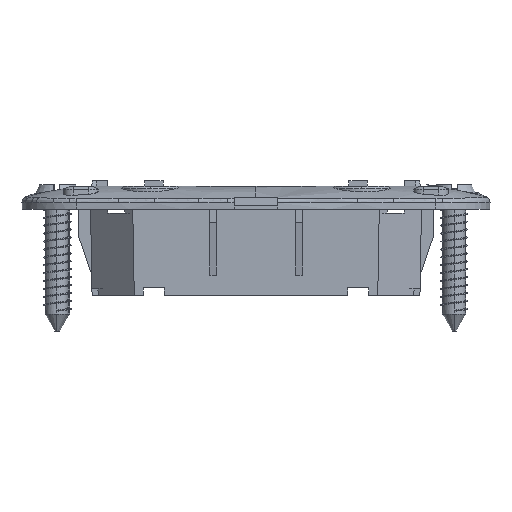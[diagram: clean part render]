
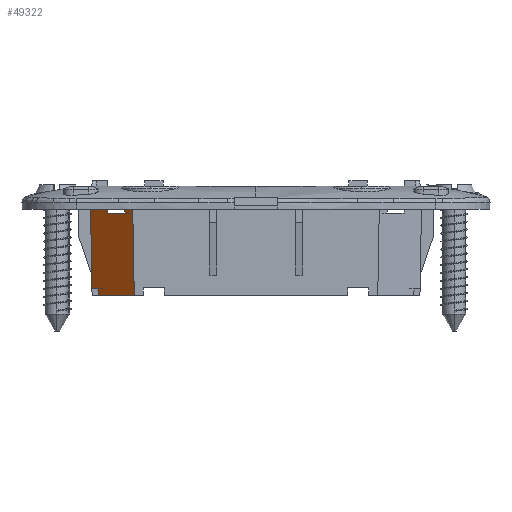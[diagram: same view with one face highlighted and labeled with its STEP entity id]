
A CAD part, left-side view. The second image highlights one B-rep face of the part: STEP entity #49322.
In plain terms, the highlighted planar face has unit normal (-0.707, 0.707, -0.025).
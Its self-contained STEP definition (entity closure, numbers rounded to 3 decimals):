
#4286 = CARTESIAN_POINT ( 'NONE',  ( -76.33, 22.469, 0. ) ) ;
#4660 = VECTOR ( 'NONE', #133900, 1000. ) ;
#6585 = CARTESIAN_POINT ( 'NONE',  ( -74.4, 23.977, -12.1 ) ) ;
#7015 = VECTOR ( 'NONE', #7292, 1000. ) ;
#7292 = DIRECTION ( 'NONE',  ( 0.707, 0.707, 0. ) ) ;
#7883 = CARTESIAN_POINT ( 'NONE',  ( -78.869, 19.929, 0. ) ) ;
#7960 = CARTESIAN_POINT ( 'NONE',  ( -78.797, 19.523, -13.679 ) ) ;
#10450 = CARTESIAN_POINT ( 'NONE',  ( -73.699, 25.1, 0. ) ) ;
#11994 = EDGE_CURVE ( 'NONE', #97755, #178626, #77719, .T. ) ;
#15099 = VERTEX_POINT ( 'NONE', #175337 ) ;
#15264 = EDGE_CURVE ( 'NONE', #38554, #100311, #176652, .T. ) ;
#16789 = ORIENTED_EDGE ( 'NONE', *, *, #117309, .F. ) ;
#17153 = VECTOR ( 'NONE', #71352, 1000. ) ;
#18040 = ORIENTED_EDGE ( 'NONE', *, *, #192779, .F. ) ;
#20801 = VECTOR ( 'NONE', #139704, 1000. ) ;
#28284 = LINE ( 'NONE', #96705, #187306 ) ;
#33788 = CARTESIAN_POINT ( 'NONE',  ( -80.094, 18.692, -0.326 ) ) ;
#36601 = CARTESIAN_POINT ( 'NONE',  ( -73.696, 25.097, -0.186 ) ) ;
#38554 = VERTEX_POINT ( 'NONE', #175536 ) ;
#44012 = CARTESIAN_POINT ( 'NONE',  ( -80.094, 18.692, -0.326 ) ) ;
#45281 = ORIENTED_EDGE ( 'NONE', *, *, #11994, .F. ) ;
#48195 = CARTESIAN_POINT ( 'NONE',  ( -80.09, 18.687, -0.6 ) ) ;
#49322 = ADVANCED_FACE ( 'NONE', ( #176718 ), #169105, .F. ) ;
#49693 = DIRECTION ( 'NONE',  ( 0.707, -0.707, 0.025 ) ) ;
#49977 = CARTESIAN_POINT ( 'NONE',  ( -79.871, 18.469, -13.1 ) ) ;
#50574 = CARTESIAN_POINT ( 'NONE',  ( -74.4, 24.381, -0.525 ) ) ;
#51247 = EDGE_CURVE ( 'NONE', #64533, #38554, #188685, .T. ) ;
#51355 = CARTESIAN_POINT ( 'NONE',  ( -80.1, 18.698, 0. ) ) ;
#51636 = CARTESIAN_POINT ( 'NONE',  ( -79.889, 18.486, -12.1 ) ) ;
#52689 = VECTOR ( 'NONE', #135500, 1000. ) ;
#53471 = VECTOR ( 'NONE', #102507, 1000. ) ;
#54545 = CARTESIAN_POINT ( 'NONE',  ( -78.865, 19.912, -0.6 ) ) ;
#54678 = CARTESIAN_POINT ( 'NONE',  ( -75.599, 23.2, 0. ) ) ;
#55719 = EDGE_CURVE ( 'NONE', #100311, #97755, #106619, .T. ) ;
#60142 = CARTESIAN_POINT ( 'NONE',  ( -74.4, 23.942, -13.1 ) ) ;
#64533 = VERTEX_POINT ( 'NONE', #7883 ) ;
#69841 = ORIENTED_EDGE ( 'NONE', *, *, #15264, .F. ) ;
#71169 = LINE ( 'NONE', #7960, #99804 ) ;
#71352 = DIRECTION ( 'NONE',  ( -0.707, -0.707, 0. ) ) ;
#74502 = DIRECTION ( 'NONE',  ( 0.017, -0.017, -1. ) ) ;
#76450 = LINE ( 'NONE', #162256, #17153 ) ;
#76664 = CARTESIAN_POINT ( 'NONE',  ( -74.6, 24.199, 0. ) ) ;
#77719 = LINE ( 'NONE', #50574, #110846 ) ;
#83361 = EDGE_CURVE ( 'NONE', #155911, #104042, #128599, .T. ) ;
#83827 = AXIS2_PLACEMENT_3D ( 'NONE', #33788, #49693, #186882 ) ;
#85438 = EDGE_CURVE ( 'NONE', #100309, #88866, #28284, .T. ) ;
#88866 = VERTEX_POINT ( 'NONE', #54678 ) ;
#90696 = VECTOR ( 'NONE', #173854, 1000. ) ;
#91525 = VERTEX_POINT ( 'NONE', #76664 ) ;
#94126 = LINE ( 'NONE', #51355, #172431 ) ;
#94333 = ORIENTED_EDGE ( 'NONE', *, *, #55719, .F. ) ;
#96705 = CARTESIAN_POINT ( 'NONE',  ( -80.1, 18.698, 0. ) ) ;
#97140 = DIRECTION ( 'NONE',  ( -0.707, -0.707, 0. ) ) ;
#97755 = VERTEX_POINT ( 'NONE', #60142 ) ;
#99804 = VECTOR ( 'NONE', #111760, 1000. ) ;
#100309 = VERTEX_POINT ( 'NONE', #4286 ) ;
#100311 = VERTEX_POINT ( 'NONE', #49977 ) ;
#102507 = DIRECTION ( 'NONE',  ( -0.707, -0.707, 0. ) ) ;
#104042 = VERTEX_POINT ( 'NONE', #188308 ) ;
#106619 = LINE ( 'NONE', #131944, #4660 ) ;
#110846 = VECTOR ( 'NONE', #143399, 1000. ) ;
#111760 = DIRECTION ( 'NONE',  ( 0.005, -0.03, -1. ) ) ;
#112726 = ORIENTED_EDGE ( 'NONE', *, *, #157984, .F. ) ;
#114347 = LINE ( 'NONE', #148071, #52689 ) ;
#117309 = EDGE_CURVE ( 'NONE', #100309, #15099, #114347, .T. ) ;
#118716 = VERTEX_POINT ( 'NONE', #54545 ) ;
#119734 = ORIENTED_EDGE ( 'NONE', *, *, #83361, .T. ) ;
#128599 = LINE ( 'NONE', #36601, #90696 ) ;
#131944 = CARTESIAN_POINT ( 'NONE',  ( -49.182, 49.167, -13.1 ) ) ;
#133900 = DIRECTION ( 'NONE',  ( 0.707, 0.707, 0. ) ) ;
#134243 = ORIENTED_EDGE ( 'NONE', *, *, #149785, .F. ) ;
#135500 = DIRECTION ( 'NONE',  ( 0.03, -0.005, -1. ) ) ;
#136433 = VECTOR ( 'NONE', #74502, 1000. ) ;
#138419 = EDGE_LOOP ( 'NONE', ( #45281, #94333, #69841, #140730, #178155, #18040, #16789, #164674, #182076, #112726, #119734, #134243 ) ) ;
#139704 = DIRECTION ( 'NONE',  ( -0.707, -0.707, 0. ) ) ;
#140730 = ORIENTED_EDGE ( 'NONE', *, *, #51247, .F. ) ;
#141812 = LINE ( 'NONE', #48195, #20801 ) ;
#143399 = DIRECTION ( 'NONE',  ( 0., 0.035, 0.999 ) ) ;
#148071 = CARTESIAN_POINT ( 'NONE',  ( -76.323, 22.467, -0.234 ) ) ;
#149785 = EDGE_CURVE ( 'NONE', #178626, #104042, #180005, .T. ) ;
#152272 = EDGE_CURVE ( 'NONE', #91525, #88866, #94126, .T. ) ;
#155911 = VERTEX_POINT ( 'NONE', #10450 ) ;
#157984 = EDGE_CURVE ( 'NONE', #155911, #91525, #76450, .T. ) ;
#162256 = CARTESIAN_POINT ( 'NONE',  ( -80.1, 18.698, 0. ) ) ;
#164674 = ORIENTED_EDGE ( 'NONE', *, *, #85438, .T. ) ;
#169105 = PLANE ( 'NONE',  #83827 ) ;
#170605 = EDGE_CURVE ( 'NONE', #64533, #118716, #71169, .T. ) ;
#172431 = VECTOR ( 'NONE', #97140, 1000. ) ;
#173854 = DIRECTION ( 'NONE',  ( 0.017, -0.017, -1. ) ) ;
#175337 = CARTESIAN_POINT ( 'NONE',  ( -76.312, 22.465, -0.6 ) ) ;
#175536 = CARTESIAN_POINT ( 'NONE',  ( -80.1, 18.698, 0. ) ) ;
#176128 = DIRECTION ( 'NONE',  ( 0.707, 0.707, 0. ) ) ;
#176652 = LINE ( 'NONE', #44012, #136433 ) ;
#176718 = FACE_OUTER_BOUND ( 'NONE', #138419, .T. ) ;
#178017 = CARTESIAN_POINT ( 'NONE',  ( -80.1, 18.698, 0. ) ) ;
#178155 = ORIENTED_EDGE ( 'NONE', *, *, #170605, .T. ) ;
#178626 = VERTEX_POINT ( 'NONE', #6585 ) ;
#180005 = LINE ( 'NONE', #51636, #7015 ) ;
#182076 = ORIENTED_EDGE ( 'NONE', *, *, #152272, .F. ) ;
#186882 = DIRECTION ( 'NONE',  ( 0.017, -0.017, -1. ) ) ;
#187306 = VECTOR ( 'NONE', #176128, 1000. ) ;
#188308 = CARTESIAN_POINT ( 'NONE',  ( -73.488, 24.889, -12.1 ) ) ;
#188685 = LINE ( 'NONE', #178017, #53471 ) ;
#192779 = EDGE_CURVE ( 'NONE', #15099, #118716, #141812, .T. ) ;
